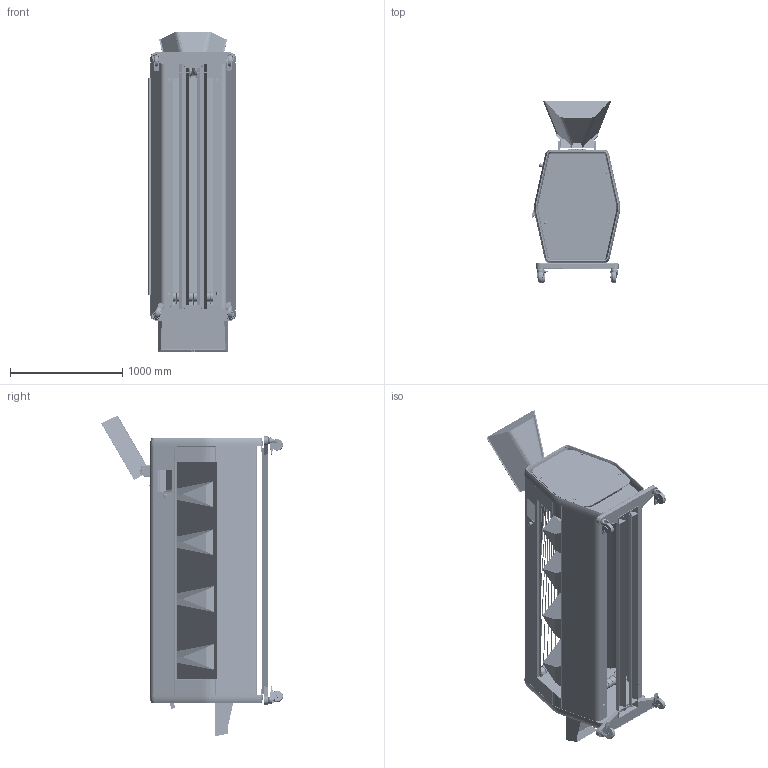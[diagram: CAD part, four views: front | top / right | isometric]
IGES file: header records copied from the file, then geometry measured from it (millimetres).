
Start section: SolidWorks IGES file using analytic representation for surfaces
Global section: file name: 15-00-004200-DEFEATURE.IGS; native system: SolidWorks 2019; preprocessor: SolidWorks 2019; author: Ibrahim; date: 210602.084920; units: inch
Bounding box: 788.75 x 1618.85 x 2857.59 mm (x, y, z)
Surface area: 29071986.6 mm2 (no closed solid volume)
Topology: 0 solids, 0 shells, 9097 faces, 113970 edges, 113386 vertices
Faces by surface type: bspline 4678, revolution 4419
